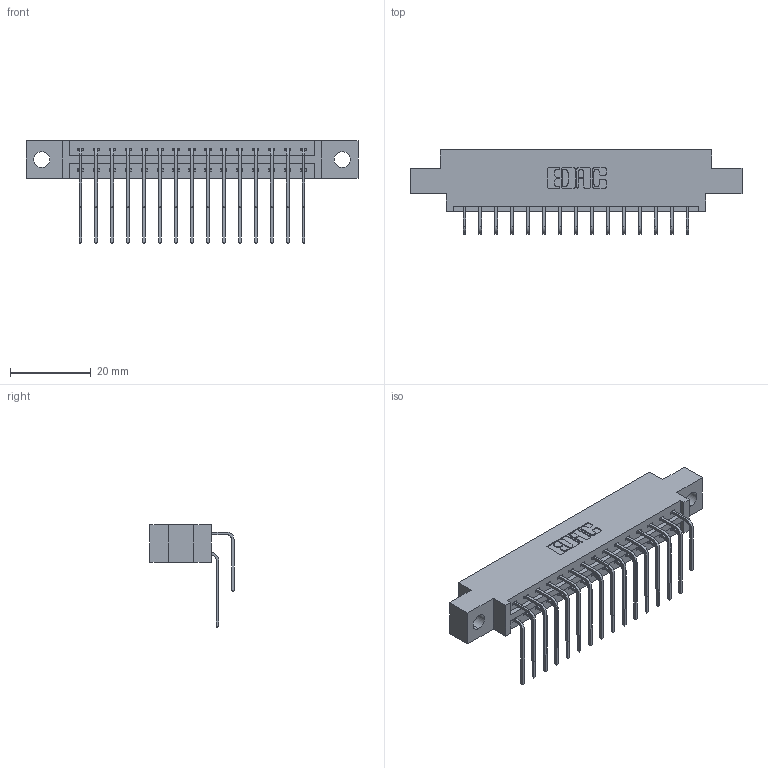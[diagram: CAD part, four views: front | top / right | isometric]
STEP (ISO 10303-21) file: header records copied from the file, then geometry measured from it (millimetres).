
FILE_DESCRIPTION (( 'STEP AP203' ), '1' );
FILE_NAME ('337-030-559-804.STEP', '2019-10-11T00:12:38', ( '' ), ( '' ), 'SwSTEP 2.0', 'SolidWorks 2016', '' );
FILE_SCHEMA (( 'CONFIG_CONTROL_DESIGN' ));
Length unit declared in the file: inch
Products named in the file (4): 345-292-001_558 559 Tail - 1; 345-292-001_559 Tail - 2; 337 Part_0.170 Offset - 0.156 Dia-TH; 337-030-559-804
Assembly tree (31 placements, depth 2):
  337-030-559-804
    337 Part_0.170 Offset - 0.156 Dia-TH
    345-292-001_558 559 Tail - 1  x15
    345-292-001_559 Tail - 2  x15
Bounding box: 82.45 x 20.9 x 25.53 mm (x, y, z)
Volume: 8297.4 mm3; surface area: 9892.1 mm2
Topology: 31 solids, 31 shells, 1798 faces, 5333 edges, 3514 vertices
Faces by surface type: plane 1274, cylinder 524
Entity records: 17041 total; most frequent: CARTESIAN_POINT 2941, ORIENTED_EDGE 2826, DIRECTION 2533, EDGE_CURVE 1413, VECTOR 1245, LINE 1245, VERTEX_POINT 938, AXIS2_PLACEMENT_3D 644
